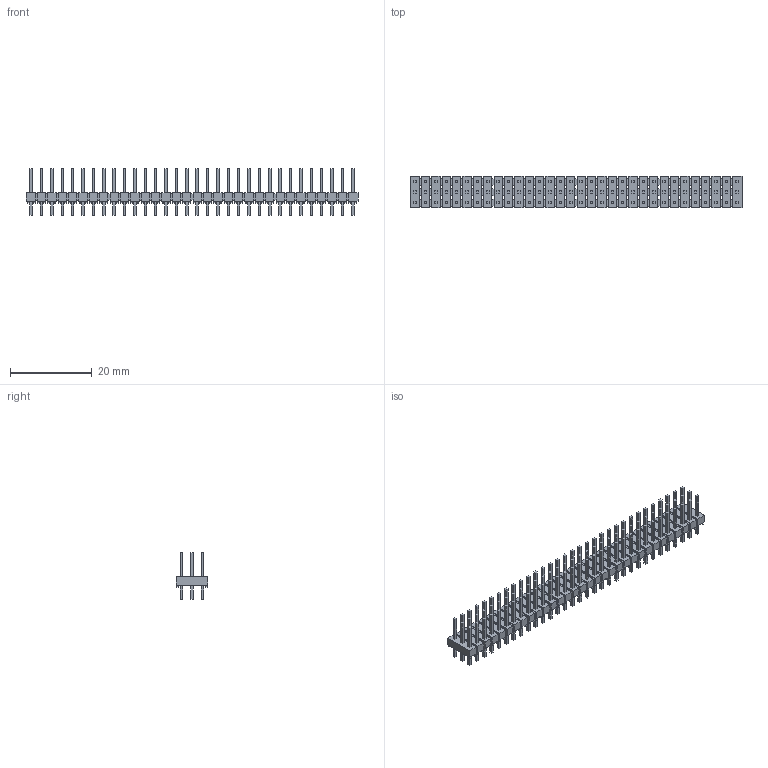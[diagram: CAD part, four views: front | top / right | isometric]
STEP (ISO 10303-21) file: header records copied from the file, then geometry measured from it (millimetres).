
FILE_DESCRIPTION((''),'2;1');
FILE_NAME('SAMTEC_TSW-132-23-L-T.stp','2011-12-08T16:37:15',(''),(''),'Mechanical Desktop 2011','Mechanical Desktop 2011',', , ');
FILE_SCHEMA(('AUTOMOTIVE_DESIGN { 1 2 10303 214 1 1 1 1 }'));
Length unit declared in the file: millimetre
Products named in the file (1): Product
Bounding box: 81.28 x 7.62 x 11.3 mm (x, y, z)
Volume: 1580.2 mm3; surface area: 6107.2 mm2
Topology: 445 solids, 445 shells, 2670 faces, 5341 edges, 3562 vertices
Faces by surface type: bspline 1687, plane 983
Entity records: 67272 total; most frequent: CARTESIAN_POINT 16634, ORIENTED_EDGE 10680, DIRECTION 7309, VECTOR 5341, LINE 5341, EDGE_CURVE 5340, VERTEX_POINT 3560, EDGE_LOOP 2670
